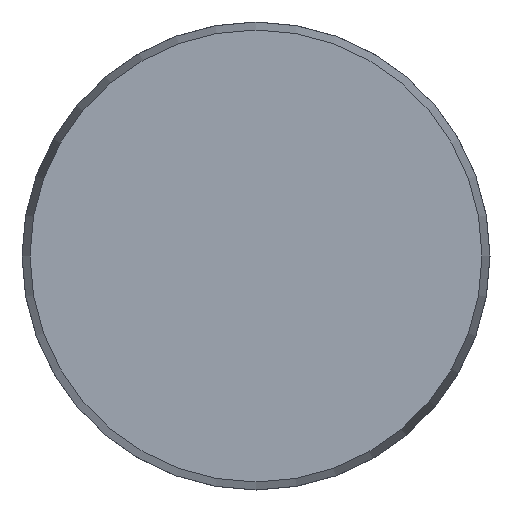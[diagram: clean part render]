
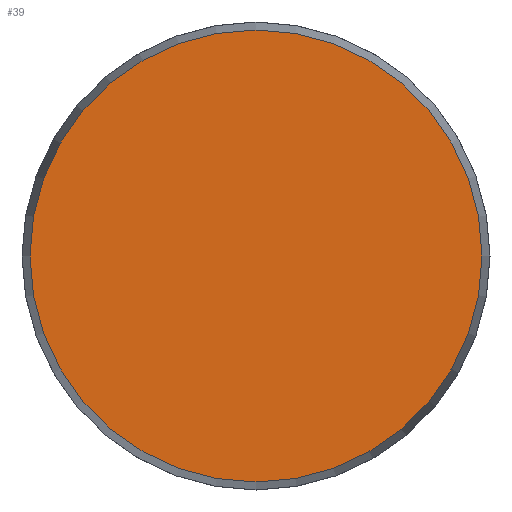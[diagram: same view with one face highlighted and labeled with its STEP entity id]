
A CAD part, front view. The second image highlights one B-rep face of the part: STEP entity #39.
In plain terms, the highlighted planar face has unit normal (0, -1, 0).
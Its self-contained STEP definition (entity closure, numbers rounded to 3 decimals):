
#39 = ADVANCED_FACE ( 'NONE', ( #656 ), #403, .F. ) ;
#61 = AXIS2_PLACEMENT_3D ( 'NONE', #602, #88, #200 ) ;
#75 = CARTESIAN_POINT ( 'NONE',  ( 0., 0., -24.143 ) ) ;
#88 = DIRECTION ( 'NONE',  ( 0., -1., 0. ) ) ;
#200 = DIRECTION ( 'NONE',  ( 0., 0., -1. ) ) ;
#310 = ORIENTED_EDGE ( 'NONE', *, *, #486, .T. ) ;
#320 = EDGE_LOOP ( 'NONE', ( #310 ) ) ;
#330 = CARTESIAN_POINT ( 'NONE',  ( -24.143, 0., 0. ) ) ;
#333 = DIRECTION ( 'NONE',  ( 0., 0., 1. ) ) ;
#389 = VERTEX_POINT ( 'NONE', #75 ) ;
#403 = PLANE ( 'NONE',  #753 ) ;
#486 = EDGE_CURVE ( 'NONE', #389, #389, #527, .T. ) ;
#527 = CIRCLE ( 'NONE', #61, 24.143 ) ;
#602 = CARTESIAN_POINT ( 'NONE',  ( 0., 0., 0. ) ) ;
#656 = FACE_OUTER_BOUND ( 'NONE', #320, .T. ) ;
#708 = DIRECTION ( 'NONE',  ( 0., 1., 0. ) ) ;
#753 = AXIS2_PLACEMENT_3D ( 'NONE', #330, #708, #333 ) ;
